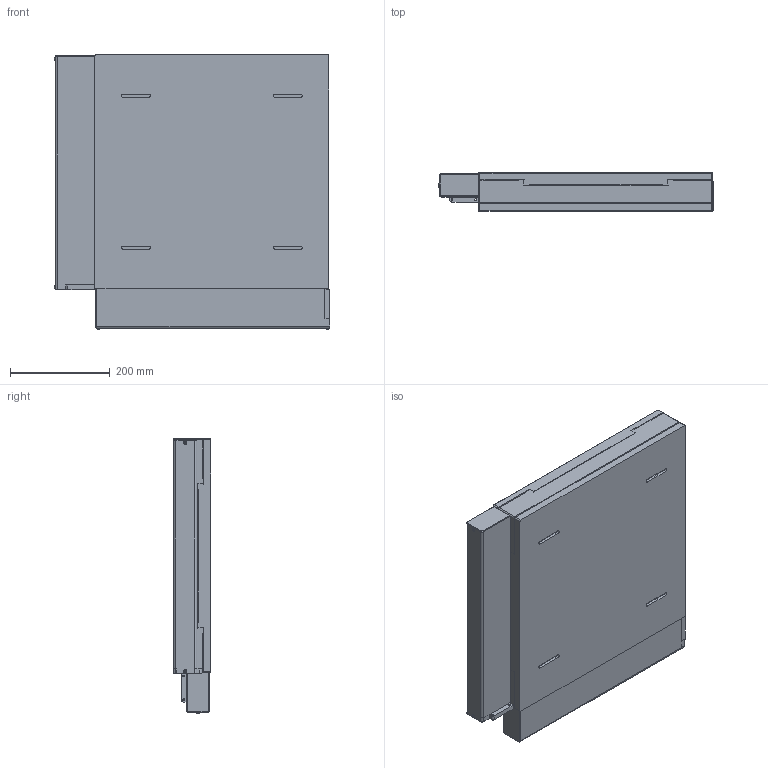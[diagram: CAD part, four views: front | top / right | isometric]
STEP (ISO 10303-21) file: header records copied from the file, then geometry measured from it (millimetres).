
FILE_DESCRIPTION (( 'STEP AP203' ), '1' );
FILE_NAME ('1199-12-12.STEP', '2020-09-11T17:49:31', ( '' ), ( '' ), 'SwSTEP 2.0', 'SolidWorks 2019', '' );
FILE_SCHEMA (( 'CONFIG_CONTROL_DESIGN' ));
Length unit declared in the file: inch
Products named in the file (4): 1199-12-12--BASE; 1199-12-12--MID; 1199-12-12--TOP; 1199-12-12
Assembly tree (3 placements, depth 2):
  1199-12-12
    1199-12-12--BASE
    1199-12-12--MID
    1199-12-12--TOP
Bounding box: 552.74 x 76.13 x 551.14 mm (x, y, z)
Volume: 15939744.8 mm3; surface area: 1478416.7 mm2
Topology: 3 solids, 3 shells, 432 faces, 1097 edges, 711 vertices
Faces by surface type: plane 256, cylinder 118, cone 40, sphere 14, torus 4
Full cylindrical faces by diameter (mm): 3.454 x8, 5.105 x16, 6.35 x2, 6.375 x2, 6.655 x4, 13.716 x10, 14.287 x2, 14.288 x8, 30.48 x2, 47.625 x2
Entity records: 12702 total; most frequent: DIRECTION 2160, CARTESIAN_POINT 2084, ORIENTED_EDGE 1940, EDGE_CURVE 970, AXIS2_PLACEMENT_3D 752, VERTEX_POINT 676, LINE 656, VECTOR 656
